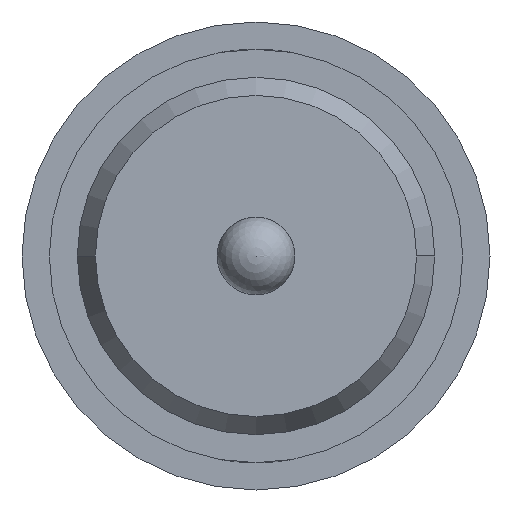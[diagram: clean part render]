
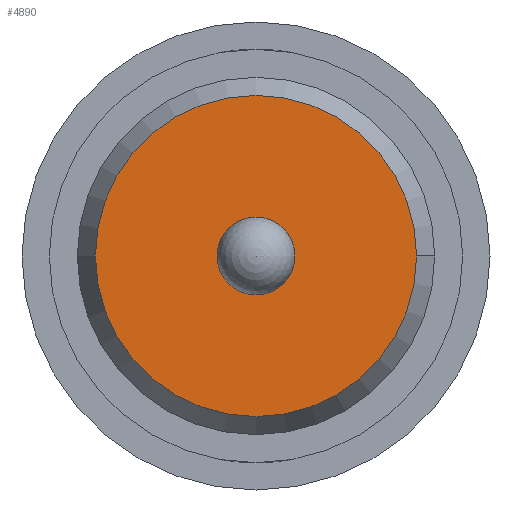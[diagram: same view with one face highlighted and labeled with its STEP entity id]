
A CAD part, front view. The second image highlights one B-rep face of the part: STEP entity #4890.
In plain terms, the highlighted planar face has unit normal (0, -1, 0).
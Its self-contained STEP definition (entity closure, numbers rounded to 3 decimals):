
#12 = AXIS2_PLACEMENT_3D ( 'NONE', #3172, #2749, #157 ) ;
#157 = DIRECTION ( 'NONE',  ( 0., 0., -1. ) ) ;
#160 = AXIS2_PLACEMENT_3D ( 'NONE', #4474, #726, #1936 ) ;
#395 = CARTESIAN_POINT ( 'NONE',  ( -1.145, -28.6, 0. ) ) ;
#500 = FACE_BOUND ( 'NONE', #2428, .T. ) ;
#575 = EDGE_LOOP ( 'NONE', ( #2460, #2472 ) ) ;
#726 = DIRECTION ( 'NONE',  ( 0., -1., 0. ) ) ;
#910 = DIRECTION ( 'NONE',  ( 0., -1., 0. ) ) ;
#1201 = AXIS2_PLACEMENT_3D ( 'NONE', #1533, #3583, #4466 ) ;
#1434 = VERTEX_POINT ( 'NONE', #5344 ) ;
#1533 = CARTESIAN_POINT ( 'NONE',  ( 0., -28.6, 0. ) ) ;
#1760 = CIRCLE ( 'NONE', #12, 0.25 ) ;
#1936 = DIRECTION ( 'NONE',  ( 1., 0., 0. ) ) ;
#1970 = ORIENTED_EDGE ( 'NONE', *, *, #3380, .T. ) ;
#2136 = EDGE_CURVE ( 'Defeature ausgef�hrt1_17+Defeature ausgef�hrt1_14+Defeature ausgef�hrt1_14+Defeature ausgef�hrt1_14', #4187, #3762, #3066, .T. ) ;
#2193 = DIRECTION ( 'NONE',  ( 1., 0., 0. ) ) ;
#2428 = EDGE_LOOP ( 'NONE', ( #4513, #1970 ) ) ;
#2460 = ORIENTED_EDGE ( 'NONE', *, *, #4262, .T. ) ;
#2472 = ORIENTED_EDGE ( 'NONE', *, *, #4565, .T. ) ;
#2650 = CARTESIAN_POINT ( 'NONE',  ( 0., -28.6, 0. ) ) ;
#2749 = DIRECTION ( 'NONE',  ( 0., 1., 0. ) ) ;
#3066 = CIRCLE ( 'NONE', #1201, 0.25 ) ;
#3096 = CIRCLE ( 'NONE', #4992, 1.03 ) ;
#3172 = CARTESIAN_POINT ( 'NONE',  ( 0., -28.6, 0. ) ) ;
#3320 = CARTESIAN_POINT ( 'NONE',  ( -1.03, -28.6, 0. ) ) ;
#3352 = FACE_OUTER_BOUND ( 'NONE', #575, .T. ) ;
#3380 = EDGE_CURVE ( 'Defeature ausgef�hrt1_17+Defeature ausgef�hrt1_14+Defeature ausgef�hrt1_14+Defeature ausgef�hrt1_14', #3762, #4187, #1760, .T. ) ;
#3535 = CARTESIAN_POINT ( 'NONE',  ( 0., -28.6, -0.25 ) ) ;
#3583 = DIRECTION ( 'NONE',  ( 0., 1., 0. ) ) ;
#3693 = CIRCLE ( 'NONE', #160, 1.03 ) ;
#3730 = DIRECTION ( 'NONE',  ( 0., -1., 0. ) ) ;
#3762 = VERTEX_POINT ( 'NONE', #3535 ) ;
#4137 = DIRECTION ( 'NONE',  ( 1., 0., 0. ) ) ;
#4187 = VERTEX_POINT ( 'NONE', #4299 ) ;
#4262 = EDGE_CURVE ( 'Defeature ausgef�hrt1_17+Defeature ausgef�hrt1_16+Defeature ausgef�hrt1_16+Defeature ausgef�hrt1_16', #4900, #1434, #3693, .T. ) ;
#4299 = CARTESIAN_POINT ( 'NONE',  ( 0., -28.6, 0.25 ) ) ;
#4466 = DIRECTION ( 'NONE',  ( 0., 0., -1. ) ) ;
#4474 = CARTESIAN_POINT ( 'NONE',  ( 0., -28.6, 0. ) ) ;
#4484 = AXIS2_PLACEMENT_3D ( 'NONE', #395, #3730, #4137 ) ;
#4513 = ORIENTED_EDGE ( 'NONE', *, *, #2136, .T. ) ;
#4565 = EDGE_CURVE ( 'Defeature ausgef�hrt1_17+Defeature ausgef�hrt1_16+Defeature ausgef�hrt1_16+Defeature ausgef�hrt1_16', #1434, #4900, #3096, .T. ) ;
#4890 = ADVANCED_FACE ( 'Defeature ausgef�hrt1_17', ( #500, #3352 ), #5079, .T. ) ;
#4900 = VERTEX_POINT ( 'NONE', #3320 ) ;
#4992 = AXIS2_PLACEMENT_3D ( 'NONE', #2650, #910, #2193 ) ;
#5079 = PLANE ( 'NONE',  #4484 ) ;
#5344 = CARTESIAN_POINT ( 'NONE',  ( 1.03, -28.6, 0. ) ) ;
